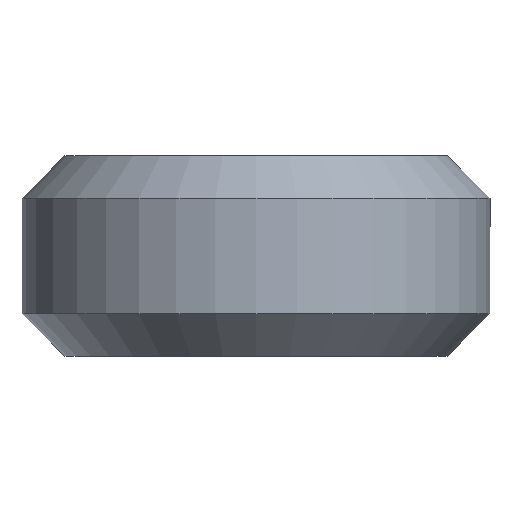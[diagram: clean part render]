
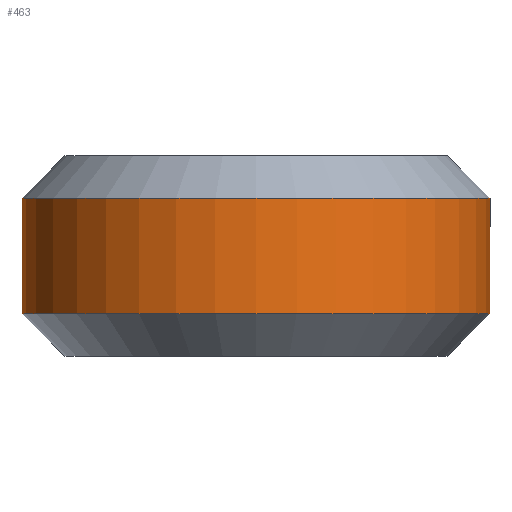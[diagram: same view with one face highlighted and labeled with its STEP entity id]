
A CAD part, left-side view. The second image highlights one B-rep face of the part: STEP entity #463.
In plain terms, the highlighted cylindrical face has radius 11.945 mm (diameter 23.89 mm), a partial arc.
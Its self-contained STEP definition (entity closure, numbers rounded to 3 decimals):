
#12 = LINE ( 'NONE', #570, #118 ) ;
#44 = CARTESIAN_POINT ( 'NONE',  ( 0., 11.945, -2.94 ) ) ;
#47 = CYLINDRICAL_SURFACE ( 'NONE', #441, 11.945 ) ;
#61 = CIRCLE ( 'NONE', #386, 11.945 ) ;
#91 = DIRECTION ( 'NONE',  ( 0., 0., 1. ) ) ;
#94 = CARTESIAN_POINT ( 'NONE',  ( 0., 11.945, 2.94 ) ) ;
#98 = ORIENTED_EDGE ( 'NONE', *, *, #574, .T. ) ;
#118 = VECTOR ( 'NONE', #154, 1000. ) ;
#143 = CARTESIAN_POINT ( 'NONE',  ( 0., -11.945, 2.94 ) ) ;
#154 = DIRECTION ( 'NONE',  ( 0., 0., 1. ) ) ;
#181 = CIRCLE ( 'NONE', #349, 11.945 ) ;
#215 = ORIENTED_EDGE ( 'NONE', *, *, #470, .T. ) ;
#224 = VERTEX_POINT ( 'NONE', #94 ) ;
#242 = CARTESIAN_POINT ( 'NONE',  ( 0., 11.945, 5.115 ) ) ;
#258 = LINE ( 'NONE', #242, #467 ) ;
#278 = DIRECTION ( 'NONE',  ( 0., 0., 1. ) ) ;
#315 = CARTESIAN_POINT ( 'NONE',  ( 0., 0., 5.115 ) ) ;
#349 = AXIS2_PLACEMENT_3D ( 'NONE', #524, #278, #561 ) ;
#356 = DIRECTION ( 'NONE',  ( 0., 0., 1. ) ) ;
#357 = CARTESIAN_POINT ( 'NONE',  ( 0., 0., -2.94 ) ) ;
#386 = AXIS2_PLACEMENT_3D ( 'NONE', #357, #91, #406 ) ;
#399 = CARTESIAN_POINT ( 'NONE',  ( 0., -11.945, -2.94 ) ) ;
#406 = DIRECTION ( 'NONE',  ( 0., -1., 0. ) ) ;
#416 = ORIENTED_EDGE ( 'NONE', *, *, #464, .F. ) ;
#432 = VERTEX_POINT ( 'NONE', #399 ) ;
#441 = AXIS2_PLACEMENT_3D ( 'NONE', #315, #356, #560 ) ;
#452 = EDGE_LOOP ( 'NONE', ( #517, #215, #98, #416 ) ) ;
#455 = DIRECTION ( 'NONE',  ( 0., 0., 1. ) ) ;
#463 = ADVANCED_FACE ( 'NONE', ( #514 ), #47, .T. ) ;
#464 = EDGE_CURVE ( 'NONE', #224, #488, #181, .T. ) ;
#467 = VECTOR ( 'NONE', #455, 1000. ) ;
#470 = EDGE_CURVE ( 'NONE', #539, #432, #61, .T. ) ;
#488 = VERTEX_POINT ( 'NONE', #143 ) ;
#514 = FACE_OUTER_BOUND ( 'NONE', #452, .T. ) ;
#517 = ORIENTED_EDGE ( 'NONE', *, *, #554, .F. ) ;
#524 = CARTESIAN_POINT ( 'NONE',  ( 0., 0., 2.94 ) ) ;
#539 = VERTEX_POINT ( 'NONE', #44 ) ;
#554 = EDGE_CURVE ( 'NONE', #539, #224, #258, .T. ) ;
#560 = DIRECTION ( 'NONE',  ( 0., -1., 0. ) ) ;
#561 = DIRECTION ( 'NONE',  ( 0., -1., 0. ) ) ;
#570 = CARTESIAN_POINT ( 'NONE',  ( 0., -11.945, 5.115 ) ) ;
#574 = EDGE_CURVE ( 'NONE', #432, #488, #12, .T. ) ;
